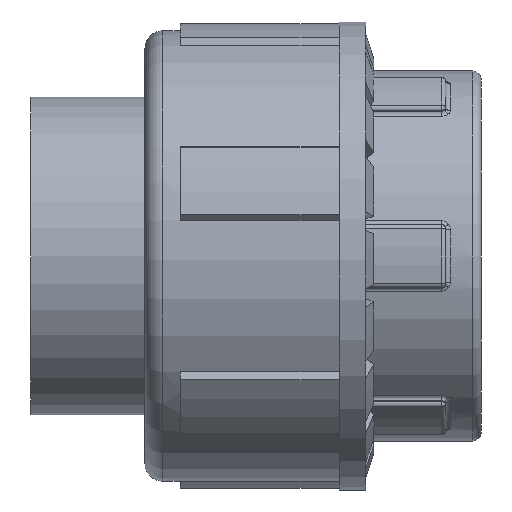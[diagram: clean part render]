
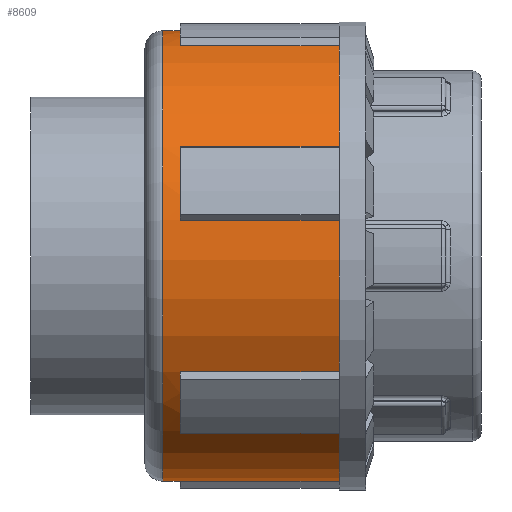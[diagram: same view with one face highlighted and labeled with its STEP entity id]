
A CAD part, front view. The second image highlights one B-rep face of the part: STEP entity #8609.
In plain terms, the highlighted cylindrical face has radius 25.5 mm (diameter 51 mm), a full revolution.
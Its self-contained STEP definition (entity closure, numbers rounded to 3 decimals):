
#128=FACE_BOUND('',#3018,.T.);
#1091=LINE('',#15676,#1816);
#1097=LINE('',#15691,#1822);
#1099=LINE('',#15699,#1824);
#1105=LINE('',#15714,#1830);
#1107=LINE('',#15722,#1832);
#1113=LINE('',#15737,#1838);
#1115=LINE('',#15745,#1840);
#1121=LINE('',#15760,#1846);
#1123=LINE('',#15768,#1848);
#1129=LINE('',#15783,#1854);
#1132=LINE('',#15870,#1857);
#1136=LINE('',#15876,#1861);
#1816=VECTOR('',#11317,10.);
#1822=VECTOR('',#11331,10.);
#1824=VECTOR('',#11339,10.);
#1830=VECTOR('',#11353,10.);
#1832=VECTOR('',#11361,10.);
#1838=VECTOR('',#11375,10.);
#1840=VECTOR('',#11383,10.);
#1846=VECTOR('',#11397,10.);
#1848=VECTOR('',#11405,10.);
#1854=VECTOR('',#11419,10.);
#1857=VECTOR('',#11472,10.);
#1861=VECTOR('',#11480,10.);
#1932=CYLINDRICAL_SURFACE('',#9332,25.5);
#2463=FACE_OUTER_BOUND('',#3017,.T.);
#3017=EDGE_LOOP('',(#7843,#7844,#7845,#7846,#7847,#7848,#7849,#7850,#7851,
#7852,#7853,#7854,#7855,#7856,#7857,#7858,#7859,#7860,#7861,#7862,#7863,
#7864,#7865,#7866));
#3018=EDGE_LOOP('',(#7867));
#3495=CIRCLE('',#9278,25.5);
#3498=CIRCLE('',#9285,25.5);
#3501=CIRCLE('',#9292,25.5);
#3504=CIRCLE('',#9299,25.5);
#3507=CIRCLE('',#9306,25.5);
#3509=CIRCLE('',#9309,25.5);
#3515=CIRCLE('',#9315,25.5);
#3516=CIRCLE('',#9316,25.5);
#3517=CIRCLE('',#9317,25.5);
#3518=CIRCLE('',#9318,25.5);
#3519=CIRCLE('',#9319,25.5);
#3520=CIRCLE('',#9321,25.5);
#3523=CIRCLE('',#9333,25.5);
#4261=VERTEX_POINT('',#15672);
#4263=VERTEX_POINT('',#15675);
#4267=VERTEX_POINT('',#15687);
#4268=VERTEX_POINT('',#15689);
#4269=VERTEX_POINT('',#15695);
#4271=VERTEX_POINT('',#15698);
#4275=VERTEX_POINT('',#15710);
#4276=VERTEX_POINT('',#15712);
#4277=VERTEX_POINT('',#15718);
#4279=VERTEX_POINT('',#15721);
#4283=VERTEX_POINT('',#15733);
#4284=VERTEX_POINT('',#15735);
#4285=VERTEX_POINT('',#15741);
#4287=VERTEX_POINT('',#15744);
#4291=VERTEX_POINT('',#15756);
#4292=VERTEX_POINT('',#15758);
#4293=VERTEX_POINT('',#15764);
#4295=VERTEX_POINT('',#15767);
#4299=VERTEX_POINT('',#15779);
#4300=VERTEX_POINT('',#15781);
#4302=VERTEX_POINT('',#15789);
#4309=VERTEX_POINT('',#15803);
#4310=VERTEX_POINT('',#15811);
#4312=VERTEX_POINT('',#15823);
#4320=VERTEX_POINT('',#15878);
#5445=EDGE_CURVE('',#4263,#4261,#1091,.T.);
#5453=EDGE_CURVE('',#4267,#4268,#1097,.T.);
#5454=EDGE_CURVE('',#4268,#4263,#3495,.T.);
#5456=EDGE_CURVE('',#4271,#4269,#1099,.T.);
#5464=EDGE_CURVE('',#4275,#4276,#1105,.T.);
#5465=EDGE_CURVE('',#4276,#4271,#3498,.T.);
#5467=EDGE_CURVE('',#4279,#4277,#1107,.T.);
#5475=EDGE_CURVE('',#4283,#4284,#1113,.T.);
#5476=EDGE_CURVE('',#4284,#4279,#3501,.T.);
#5478=EDGE_CURVE('',#4287,#4285,#1115,.T.);
#5486=EDGE_CURVE('',#4291,#4292,#1121,.T.);
#5487=EDGE_CURVE('',#4292,#4287,#3504,.T.);
#5489=EDGE_CURVE('',#4295,#4293,#1123,.T.);
#5497=EDGE_CURVE('',#4299,#4300,#1129,.T.);
#5498=EDGE_CURVE('',#4300,#4295,#3507,.T.);
#5500=EDGE_CURVE('',#4302,#4267,#3509,.T.);
#5508=EDGE_CURVE('',#4293,#4309,#3515,.T.);
#5509=EDGE_CURVE('',#4285,#4299,#3516,.T.);
#5510=EDGE_CURVE('',#4277,#4291,#3517,.T.);
#5511=EDGE_CURVE('',#4269,#4283,#3518,.T.);
#5512=EDGE_CURVE('',#4261,#4275,#3519,.T.);
#5514=EDGE_CURVE('',#4310,#4312,#3520,.T.);
#5524=EDGE_CURVE('',#4310,#4302,#1132,.T.);
#5528=EDGE_CURVE('',#4309,#4312,#1136,.T.);
#5529=EDGE_CURVE('',#4320,#4320,#3523,.T.);
#7843=ORIENTED_EDGE('',*,*,#5445,.T.);
#7844=ORIENTED_EDGE('',*,*,#5512,.T.);
#7845=ORIENTED_EDGE('',*,*,#5464,.T.);
#7846=ORIENTED_EDGE('',*,*,#5465,.T.);
#7847=ORIENTED_EDGE('',*,*,#5456,.T.);
#7848=ORIENTED_EDGE('',*,*,#5511,.T.);
#7849=ORIENTED_EDGE('',*,*,#5475,.T.);
#7850=ORIENTED_EDGE('',*,*,#5476,.T.);
#7851=ORIENTED_EDGE('',*,*,#5467,.T.);
#7852=ORIENTED_EDGE('',*,*,#5510,.T.);
#7853=ORIENTED_EDGE('',*,*,#5486,.T.);
#7854=ORIENTED_EDGE('',*,*,#5487,.T.);
#7855=ORIENTED_EDGE('',*,*,#5478,.T.);
#7856=ORIENTED_EDGE('',*,*,#5509,.T.);
#7857=ORIENTED_EDGE('',*,*,#5497,.T.);
#7858=ORIENTED_EDGE('',*,*,#5498,.T.);
#7859=ORIENTED_EDGE('',*,*,#5489,.T.);
#7860=ORIENTED_EDGE('',*,*,#5508,.T.);
#7861=ORIENTED_EDGE('',*,*,#5528,.T.);
#7862=ORIENTED_EDGE('',*,*,#5514,.F.);
#7863=ORIENTED_EDGE('',*,*,#5524,.T.);
#7864=ORIENTED_EDGE('',*,*,#5500,.T.);
#7865=ORIENTED_EDGE('',*,*,#5453,.T.);
#7866=ORIENTED_EDGE('',*,*,#5454,.T.);
#7867=ORIENTED_EDGE('',*,*,#5529,.F.);
#8609=ADVANCED_FACE('',(#2463,#128),#1932,.T.);
#9278=AXIS2_PLACEMENT_3D('',#15693,#11334,#11335);
#9285=AXIS2_PLACEMENT_3D('',#15716,#11356,#11357);
#9292=AXIS2_PLACEMENT_3D('',#15739,#11378,#11379);
#9299=AXIS2_PLACEMENT_3D('',#15762,#11400,#11401);
#9306=AXIS2_PLACEMENT_3D('',#15785,#11422,#11423);
#9309=AXIS2_PLACEMENT_3D('',#15790,#11428,#11429);
#9315=AXIS2_PLACEMENT_3D('',#15805,#11442,#11443);
#9316=AXIS2_PLACEMENT_3D('',#15806,#11444,#11445);
#9317=AXIS2_PLACEMENT_3D('',#15807,#11446,#11447);
#9318=AXIS2_PLACEMENT_3D('',#15808,#11448,#11449);
#9319=AXIS2_PLACEMENT_3D('',#15809,#11450,#11451);
#9321=AXIS2_PLACEMENT_3D('',#15824,#11454,#11455);
#9332=AXIS2_PLACEMENT_3D('',#15877,#11481,#11482);
#9333=AXIS2_PLACEMENT_3D('',#15879,#11483,#11484);
#11317=DIRECTION('',(1.,0.,0.));
#11331=DIRECTION('',(-1.,0.,0.));
#11334=DIRECTION('center_axis',(-1.,0.,0.));
#11335=DIRECTION('ref_axis',(0.,-1.,0.));
#11339=DIRECTION('',(1.,0.,0.));
#11353=DIRECTION('',(-1.,0.,0.));
#11356=DIRECTION('center_axis',(-1.,0.,0.));
#11357=DIRECTION('ref_axis',(0.,-1.,0.));
#11361=DIRECTION('',(1.,0.,0.));
#11375=DIRECTION('',(-1.,0.,0.));
#11378=DIRECTION('center_axis',(-1.,0.,0.));
#11379=DIRECTION('ref_axis',(0.,-1.,0.));
#11383=DIRECTION('',(1.,0.,0.));
#11397=DIRECTION('',(-1.,0.,0.));
#11400=DIRECTION('center_axis',(-1.,0.,0.));
#11401=DIRECTION('ref_axis',(0.,-1.,0.));
#11405=DIRECTION('',(1.,0.,0.));
#11419=DIRECTION('',(-1.,0.,0.));
#11422=DIRECTION('center_axis',(-1.,0.,0.));
#11423=DIRECTION('ref_axis',(0.,-1.,0.));
#11428=DIRECTION('center_axis',(-1.,0.,0.));
#11429=DIRECTION('ref_axis',(0.,-1.,0.));
#11442=DIRECTION('center_axis',(-1.,0.,0.));
#11443=DIRECTION('ref_axis',(0.,-1.,0.));
#11444=DIRECTION('center_axis',(-1.,0.,0.));
#11445=DIRECTION('ref_axis',(0.,-1.,0.));
#11446=DIRECTION('center_axis',(-1.,0.,0.));
#11447=DIRECTION('ref_axis',(0.,-1.,0.));
#11448=DIRECTION('center_axis',(-1.,0.,0.));
#11449=DIRECTION('ref_axis',(0.,-1.,0.));
#11450=DIRECTION('center_axis',(-1.,0.,0.));
#11451=DIRECTION('ref_axis',(0.,-1.,0.));
#11454=DIRECTION('center_axis',(1.,0.,0.));
#11455=DIRECTION('ref_axis',(0.,-1.,0.));
#11472=DIRECTION('',(1.,0.,0.));
#11480=DIRECTION('',(-1.,0.,0.));
#11481=DIRECTION('center_axis',(-1.,0.,0.));
#11482=DIRECTION('ref_axis',(0.,-1.,0.));
#11483=DIRECTION('center_axis',(-1.,0.,0.));
#11484=DIRECTION('ref_axis',(0.,1.,0.));
#15672=CARTESIAN_POINT('',(22.,8.722,-23.962));
#15675=CARTESIAN_POINT('',(4.,8.722,-23.962));
#15676=CARTESIAN_POINT('',(12.5,8.722,-23.962));
#15687=CARTESIAN_POINT('',(22.,16.391,-19.534));
#15689=CARTESIAN_POINT('',(4.,16.391,-19.534));
#15691=CARTESIAN_POINT('',(12.5,16.391,-19.534));
#15693=CARTESIAN_POINT('Origin',(4.,0.,0.));
#15695=CARTESIAN_POINT('',(22.,-16.391,-19.534));
#15698=CARTESIAN_POINT('',(4.,-16.391,-19.534));
#15699=CARTESIAN_POINT('',(12.5,-16.391,-19.534));
#15710=CARTESIAN_POINT('',(22.,-8.722,-23.962));
#15712=CARTESIAN_POINT('',(4.,-8.722,-23.962));
#15714=CARTESIAN_POINT('',(12.5,-8.722,-23.962));
#15716=CARTESIAN_POINT('Origin',(4.,0.,0.));
#15718=CARTESIAN_POINT('',(22.,-25.113,4.428));
#15721=CARTESIAN_POINT('',(4.,-25.113,4.428));
#15722=CARTESIAN_POINT('',(12.5,-25.113,4.428));
#15733=CARTESIAN_POINT('',(22.,-25.113,-4.428));
#15735=CARTESIAN_POINT('',(4.,-25.113,-4.428));
#15737=CARTESIAN_POINT('',(12.5,-25.113,-4.428));
#15739=CARTESIAN_POINT('Origin',(4.,0.,0.));
#15741=CARTESIAN_POINT('',(22.,-8.722,23.962));
#15744=CARTESIAN_POINT('',(4.,-8.722,23.962));
#15745=CARTESIAN_POINT('',(12.5,-8.722,23.962));
#15756=CARTESIAN_POINT('',(22.,-16.391,19.534));
#15758=CARTESIAN_POINT('',(4.,-16.391,19.534));
#15760=CARTESIAN_POINT('',(12.5,-16.391,19.534));
#15762=CARTESIAN_POINT('Origin',(4.,0.,0.));
#15764=CARTESIAN_POINT('',(22.,16.391,19.534));
#15767=CARTESIAN_POINT('',(4.,16.391,19.534));
#15768=CARTESIAN_POINT('',(12.5,16.391,19.534));
#15779=CARTESIAN_POINT('',(22.,8.722,23.962));
#15781=CARTESIAN_POINT('',(4.,8.722,23.962));
#15783=CARTESIAN_POINT('',(12.5,8.722,23.962));
#15785=CARTESIAN_POINT('Origin',(4.,0.,0.));
#15789=CARTESIAN_POINT('',(22.,25.067,-4.68));
#15790=CARTESIAN_POINT('Origin',(22.,0.,0.));
#15803=CARTESIAN_POINT('',(22.,25.067,4.68));
#15805=CARTESIAN_POINT('Origin',(22.,0.,0.));
#15806=CARTESIAN_POINT('Origin',(22.,0.,0.));
#15807=CARTESIAN_POINT('Origin',(22.,0.,0.));
#15808=CARTESIAN_POINT('Origin',(22.,0.,0.));
#15809=CARTESIAN_POINT('Origin',(22.,0.,0.));
#15811=CARTESIAN_POINT('',(3.52,25.067,-4.68));
#15823=CARTESIAN_POINT('',(3.52,25.067,4.68));
#15824=CARTESIAN_POINT('Origin',(3.52,0.,
0.));
#15870=CARTESIAN_POINT('',(12.5,25.067,-4.68));
#15876=CARTESIAN_POINT('',(12.5,25.067,4.68));
#15877=CARTESIAN_POINT('Origin',(12.5,0.,0.));
#15878=CARTESIAN_POINT('',(2.,-25.5,0.));
#15879=CARTESIAN_POINT('Origin',(2.,0.,0.));
